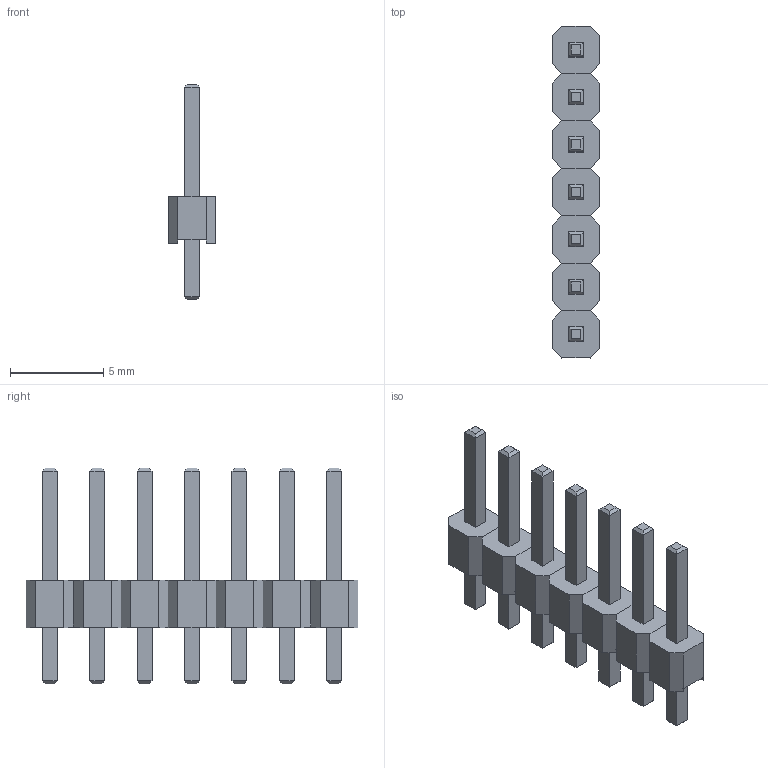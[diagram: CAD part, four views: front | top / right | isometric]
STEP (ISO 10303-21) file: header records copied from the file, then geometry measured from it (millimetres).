
FILE_DESCRIPTION(('FreeCAD Model'),'2;1');
FILE_NAME( '1x07.stp', '2014-10-22T21:33:55',('FreeCAD'),('FreeCAD'), 'Open CASCADE STEP processor 6.6','FreeCAD','Unknown');
FILE_SCHEMA(('AUTOMOTIVE_DESIGN_CC2 { 1 2 10303 214 -1 1 5 4 }'));
Length unit declared in the file: millimetre
Products named in the file (2): Array; Array001
Bounding box: 2.54 x 17.78 x 11.54 mm (x, y, z)
Volume: 140.5 mm3; surface area: 551.1 mm2
Topology: 14 solids, 14 shells, 224 faces, 504 edges, 308 vertices
Faces by surface type: plane 224
Entity records: 12630 total; most frequent: CARTESIAN_POINT 2115, DIRECTION 1892, LINE 1442, VECTOR 1442, ORIENTED_EDGE 1008, PCURVE 1008, DEFINITIONAL_REPRESENTATION 1008, EDGE_CURVE 504
